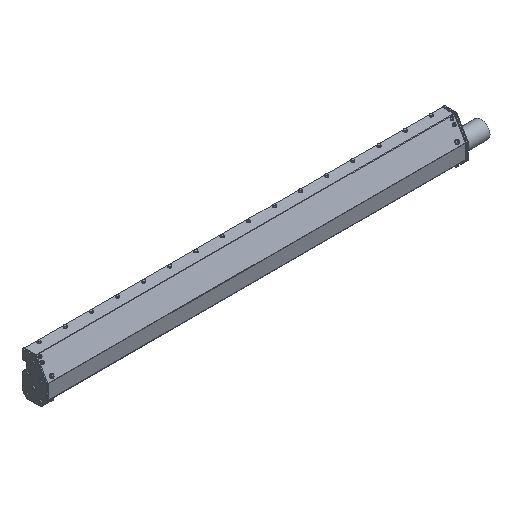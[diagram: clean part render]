
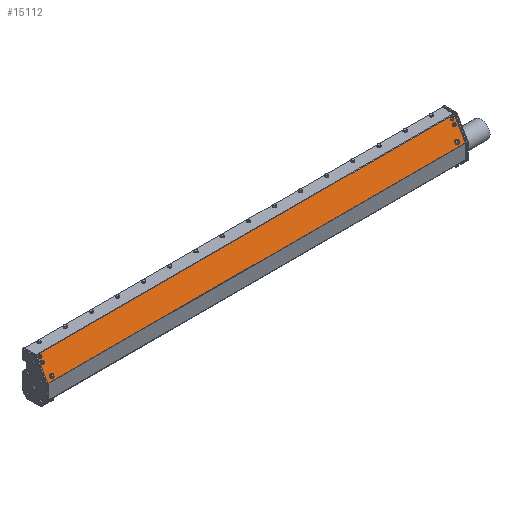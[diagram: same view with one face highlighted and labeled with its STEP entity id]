
A CAD part, isometric view. The second image highlights one B-rep face of the part: STEP entity #15112.
In plain terms, the highlighted planar face has unit normal (0, -0.866, 0.5).
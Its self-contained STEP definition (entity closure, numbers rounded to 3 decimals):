
#1183=FACE_BOUND('',#5265,.T.);
#1184=FACE_BOUND('',#5266,.T.);
#1185=FACE_BOUND('',#5267,.T.);
#1186=FACE_BOUND('',#5268,.T.);
#1187=FACE_BOUND('',#5269,.T.);
#1188=FACE_BOUND('',#5270,.T.);
#1549=LINE('',#66074,#2131);
#1612=LINE('',#66267,#2194);
#1639=LINE('',#66321,#2221);
#1641=LINE('',#66324,#2223);
#2131=VECTOR('',#19506,0.394);
#2194=VECTOR('',#19689,0.394);
#2221=VECTOR('',#19770,0.394);
#2223=VECTOR('',#19774,0.394);
#2605=PLANE('',#16664);
#3954=FACE_OUTER_BOUND('',#5264,.T.);
#5264=EDGE_LOOP('',(#12059,#12060,#12061,#12062));
#5265=EDGE_LOOP('',(#12063));
#5266=EDGE_LOOP('',(#12064));
#5267=EDGE_LOOP('',(#12065));
#5268=EDGE_LOOP('',(#12066));
#5269=EDGE_LOOP('',(#12067));
#5270=EDGE_LOOP('',(#12068));
#6496=CIRCLE('',#16483,0.217);
#6501=CIRCLE('',#16493,0.217);
#6508=CIRCLE('',#16507,0.177);
#6513=CIRCLE('',#16517,0.177);
#6518=CIRCLE('',#16527,0.177);
#6540=CIRCLE('',#16568,0.177);
#7555=VERTEX_POINT('',#65926);
#7560=VERTEX_POINT('',#65941);
#7567=VERTEX_POINT('',#65962);
#7572=VERTEX_POINT('',#65977);
#7577=VERTEX_POINT('',#65992);
#7605=VERTEX_POINT('',#66067);
#7606=VERTEX_POINT('',#66071);
#7607=VERTEX_POINT('',#66073);
#7676=VERTEX_POINT('',#66264);
#7677=VERTEX_POINT('',#66266);
#9091=EDGE_CURVE('',#7555,#7555,#6496,.T.);
#9096=EDGE_CURVE('',#7560,#7560,#6501,.T.);
#9103=EDGE_CURVE('',#7567,#7567,#6508,.T.);
#9108=EDGE_CURVE('',#7572,#7572,#6513,.T.);
#9113=EDGE_CURVE('',#7577,#7577,#6518,.T.);
#9141=EDGE_CURVE('',#7605,#7605,#6540,.T.);
#9143=EDGE_CURVE('',#7607,#7606,#1549,.T.);
#9243=EDGE_CURVE('',#7676,#7677,#1612,.T.);
#9271=EDGE_CURVE('',#7677,#7606,#1639,.T.);
#9273=EDGE_CURVE('',#7607,#7676,#1641,.T.);
#12059=ORIENTED_EDGE('',*,*,#9271,.F.);
#12060=ORIENTED_EDGE('',*,*,#9243,.F.);
#12061=ORIENTED_EDGE('',*,*,#9273,.F.);
#12062=ORIENTED_EDGE('',*,*,#9143,.T.);
#12063=ORIENTED_EDGE('',*,*,#9091,.T.);
#12064=ORIENTED_EDGE('',*,*,#9096,.T.);
#12065=ORIENTED_EDGE('',*,*,#9103,.T.);
#12066=ORIENTED_EDGE('',*,*,#9108,.T.);
#12067=ORIENTED_EDGE('',*,*,#9113,.T.);
#12068=ORIENTED_EDGE('',*,*,#9141,.T.);
#15112=ADVANCED_FACE('',(#3954,#1183,#1184,#1185,#1186,#1187,#1188),#2605,
 .T.);
#16483=AXIS2_PLACEMENT_3D('',#65927,#19322,#19323);
#16493=AXIS2_PLACEMENT_3D('',#65942,#19342,#19343);
#16507=AXIS2_PLACEMENT_3D('',#65963,#19370,#19371);
#16517=AXIS2_PLACEMENT_3D('',#65978,#19390,#19391);
#16527=AXIS2_PLACEMENT_3D('',#65993,#19410,#19411);
#16568=AXIS2_PLACEMENT_3D('',#66068,#19498,#19499);
#16664=AXIS2_PLACEMENT_3D('',#66332,#19786,#19787);
#19322=DIRECTION('center_axis',(0.,0.866,
-0.5));
#19323=DIRECTION('ref_axis',(-0.866,0.25,0.433));
#19342=DIRECTION('center_axis',(0.,0.866,
-0.5));
#19343=DIRECTION('ref_axis',(-0.866,0.25,0.433));
#19370=DIRECTION('center_axis',(0.,0.866,
-0.5));
#19371=DIRECTION('ref_axis',(1.,0.,0.));
#19390=DIRECTION('center_axis',(0.,0.866,
-0.5));
#19391=DIRECTION('ref_axis',(1.,0.,0.));
#19410=DIRECTION('center_axis',(0.,0.866,
-0.5));
#19411=DIRECTION('ref_axis',(1.,0.,0.));
#19498=DIRECTION('center_axis',(0.,0.866,
-0.5));
#19499=DIRECTION('ref_axis',(0.282,0.48,0.831));
#19506=DIRECTION('',(0.,0.5,0.866));
#19689=DIRECTION('',(0.,0.5,0.866));
#19770=DIRECTION('',(1.,0.,0.));
#19774=DIRECTION('',(-1.,0.,0.));
#19786=DIRECTION('center_axis',(0.,-0.866,
0.5));
#19787=DIRECTION('ref_axis',(0.,0.5,0.866));
#65926=CARTESIAN_POINT('',(34.795,-0.983,1.288));
#65927=CARTESIAN_POINT('Origin',(34.982,-1.037,1.194));
#65941=CARTESIAN_POINT('',(-11.705,-0.983,1.288));
#65942=CARTESIAN_POINT('Origin',(-11.518,-1.037,1.194));
#65962=CARTESIAN_POINT('',(35.534,-0.085,2.844));
#65963=CARTESIAN_POINT('Origin',(35.357,-0.085,2.844));
#65977=CARTESIAN_POINT('',(35.534,-0.351,2.383));
#65978=CARTESIAN_POINT('Origin',(35.357,-0.351,2.383));
#65992=CARTESIAN_POINT('',(-11.716,-0.085,2.844));
#65993=CARTESIAN_POINT('Origin',(-11.893,-0.085,
2.844));
#66067=CARTESIAN_POINT('',(-11.843,-0.266,2.53));
#66068=CARTESIAN_POINT('Origin',(-11.893,-0.351,2.383));
#66071=CARTESIAN_POINT('',(35.732,0.027,3.036));
#66073=CARTESIAN_POINT('',(35.732,-1.246,0.833));
#66074=CARTESIAN_POINT('',(35.732,-1.254,0.819));
#66264=CARTESIAN_POINT('',(-12.268,-1.246,0.833));
#66266=CARTESIAN_POINT('',(-12.268,0.027,3.036));
#66267=CARTESIAN_POINT('',(-12.268,-1.254,0.819));
#66321=CARTESIAN_POINT('',(35.732,0.027,3.036));
#66324=CARTESIAN_POINT('',(35.732,-1.246,0.833));
#66332=CARTESIAN_POINT('Origin',(35.732,-1.254,0.819));
